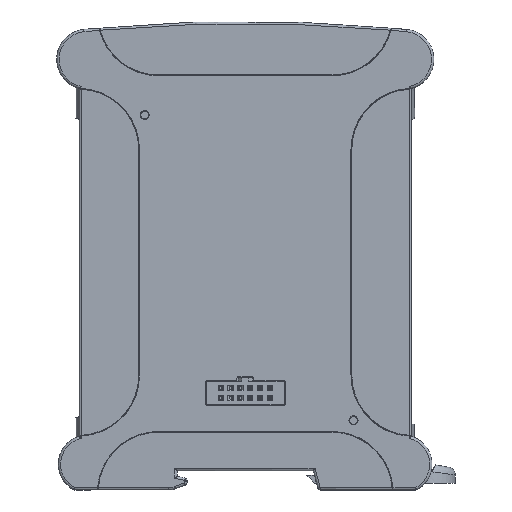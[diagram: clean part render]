
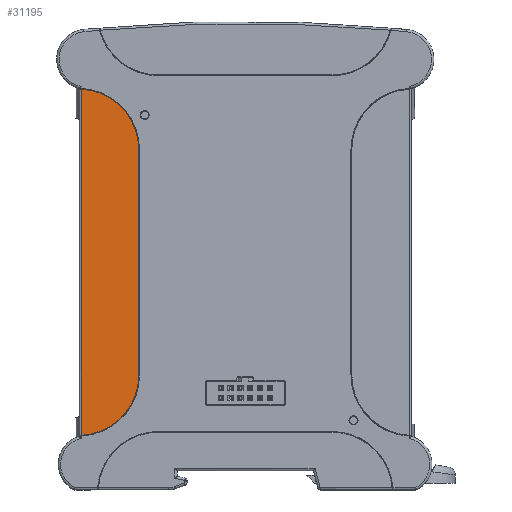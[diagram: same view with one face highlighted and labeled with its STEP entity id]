
A CAD part, front view. The second image highlights one B-rep face of the part: STEP entity #31195.
In plain terms, the highlighted planar face has unit normal (0, -1, 0).
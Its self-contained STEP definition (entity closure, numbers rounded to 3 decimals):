
#1657=DIRECTION('',(0.,0.,-1.));
#1658=VECTOR('',#1657,89.544);
#1659=CARTESIAN_POINT('',(-42.4,-11.3,45.277));
#1660=LINE('',#1659,#1658);
#1733=CARTESIAN_POINT('',(-43.198,-11.3,29.657));
#1734=DIRECTION('',(0.,1.,0.));
#1735=DIRECTION('',(0.051,0.,0.999));
#1736=AXIS2_PLACEMENT_3D('',#1733,#1734,#1735);
#1738=CARTESIAN_POINT('',(-43.198,-11.3,-28.648));
#1739=DIRECTION('',(0.,1.,0.));
#1740=DIRECTION('',(1.,0.,0.));
#1741=AXIS2_PLACEMENT_3D('',#1738,#1739,#1740);
#1743=CARTESIAN_POINT('',(-42.4,-11.3,45.277));
#1754=DIRECTION('',(0.,0.,1.));
#1755=VECTOR('',#1754,58.305);
#1756=CARTESIAN_POINT('',(-27.558,-11.3,-28.648));
#1757=LINE('',#1756,#1755);
#23194=VERTEX_POINT('',#1743);
#23195=CARTESIAN_POINT('',(-42.4,-11.3,-44.268));
#23196=VERTEX_POINT('',#23195);
#23203=CARTESIAN_POINT('',(-27.558,-11.3,-28.648));
#23204=VERTEX_POINT('',#23203);
#23205=CARTESIAN_POINT('',(-27.558,-11.3,29.657));
#23206=VERTEX_POINT('',#23205);
#31182=CARTESIAN_POINT('',(-41.,-11.3,53.));
#31183=DIRECTION('',(0.,-1.,0.));
#31184=DIRECTION('',(-1.,0.,0.));
#31185=AXIS2_PLACEMENT_3D('',#31182,#31183,#31184);
#31186=PLANE('',#31185);
#31188=ORIENTED_EDGE('',*,*,#31187,.T.);
#31190=ORIENTED_EDGE('',*,*,#31189,.F.);
#31191=ORIENTED_EDGE('',*,*,#31174,.T.);
#31192=ORIENTED_EDGE('',*,*,#31111,.F.);
#31193=EDGE_LOOP('',(#31188,#31190,#31191,#31192));
#31194=FACE_OUTER_BOUND('',#31193,.F.);
#31195=ADVANCED_FACE('',(#31194),#31186,.T.);
#1737=CIRCLE('',#1736,15.64);
#1742=CIRCLE('',#1741,15.64);
#31111=EDGE_CURVE('',#23194,#23196,#1660,.T.);
#31174=EDGE_CURVE('',#23204,#23196,#1742,.T.);
#31187=EDGE_CURVE('',#23194,#23206,#1737,.T.);
#31189=EDGE_CURVE('',#23204,#23206,#1757,.T.);
